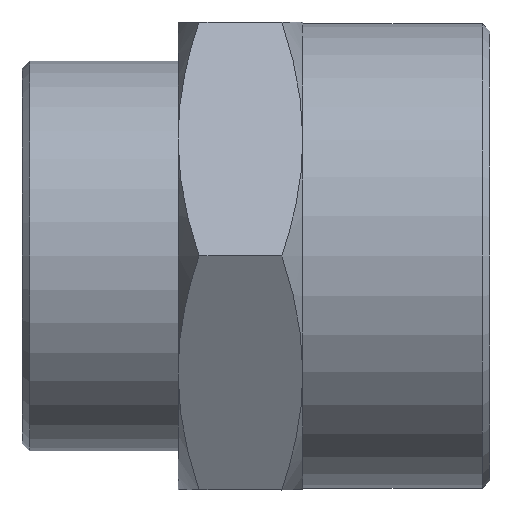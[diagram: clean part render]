
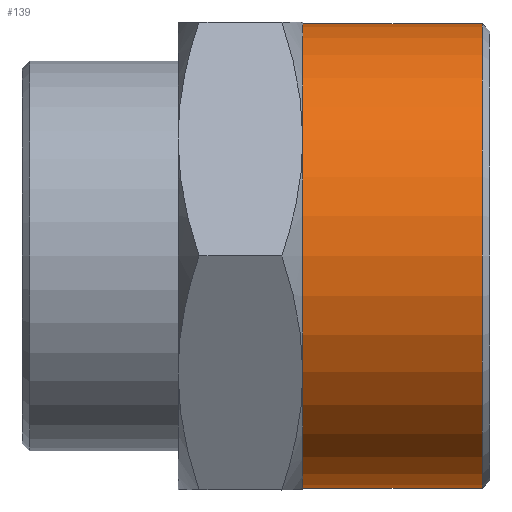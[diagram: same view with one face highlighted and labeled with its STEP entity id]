
A CAD part, left-side view. The second image highlights one B-rep face of the part: STEP entity #139.
In plain terms, the highlighted cylindrical face has radius 14.9 mm (diameter 29.8 mm), a full revolution.
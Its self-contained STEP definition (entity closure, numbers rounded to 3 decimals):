
#50 = AXIS2_PLACEMENT_3D ( 'NONE', #267, #266, #268 ) ;
#60 = AXIS2_PLACEMENT_3D ( 'NONE', #186, #185, #179 ) ;
#61 = AXIS2_PLACEMENT_3D ( 'NONE', #214, #203, #198 ) ;
#103 = EDGE_CURVE ( 'NONE', #658, #658, #566, .T. ) ;
#104 = EDGE_CURVE ( 'NONE', #656, #656, #551, .T. ) ;
#139 = ADVANCED_FACE ( 'NONE', ( #804, #801 ), #759, .T. ) ;
#179 = DIRECTION ( 'NONE',  ( 0., 0., -1. ) ) ;
#185 = DIRECTION ( 'NONE',  ( 0., 1., 0. ) ) ;
#186 = CARTESIAN_POINT ( 'NONE',  ( 0., 12., 0. ) ) ;
#198 = DIRECTION ( 'NONE',  ( 0., 0., 1. ) ) ;
#203 = DIRECTION ( 'NONE',  ( 0., 1., 0. ) ) ;
#214 = CARTESIAN_POINT ( 'NONE',  ( 0., 0.5, 0. ) ) ;
#266 = DIRECTION ( 'NONE',  ( 0., -1., 0. ) ) ;
#267 = CARTESIAN_POINT ( 'NONE',  ( 0., 12., 0. ) ) ;
#268 = DIRECTION ( 'NONE',  ( 0., 0., -1. ) ) ;
#544 = CARTESIAN_POINT ( 'NONE',  ( 0., 12., -14.9 ) ) ;
#547 = CARTESIAN_POINT ( 'NONE',  ( 0., 0.5, 14.9 ) ) ;
#551 = CIRCLE ( 'NONE', #60, 14.9 ) ;
#566 = CIRCLE ( 'NONE', #61, 14.9 ) ;
#656 = VERTEX_POINT ( 'NONE', #544 ) ;
#658 = VERTEX_POINT ( 'NONE', #547 ) ;
#661 = EDGE_LOOP ( 'NONE', ( #768 ) ) ;
#759 = CYLINDRICAL_SURFACE ( 'NONE', #50, 14.9 ) ;
#768 = ORIENTED_EDGE ( 'NONE', *, *, #104, .F. ) ;
#788 = ORIENTED_EDGE ( 'NONE', *, *, #103, .T. ) ;
#801 = FACE_OUTER_BOUND ( 'NONE', #661, .T. ) ;
#804 = FACE_OUTER_BOUND ( 'NONE', #845, .T. ) ;
#845 = EDGE_LOOP ( 'NONE', ( #788 ) ) ;
